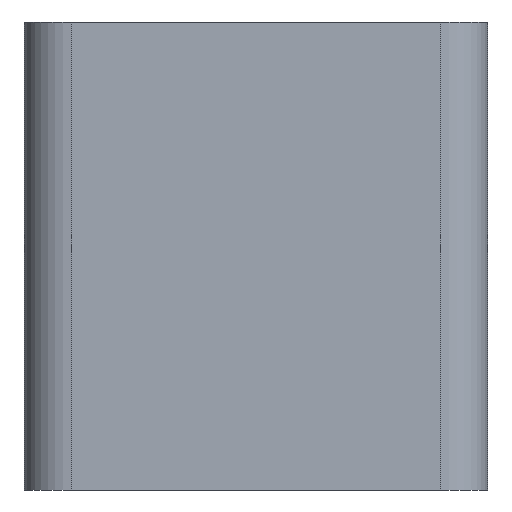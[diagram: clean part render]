
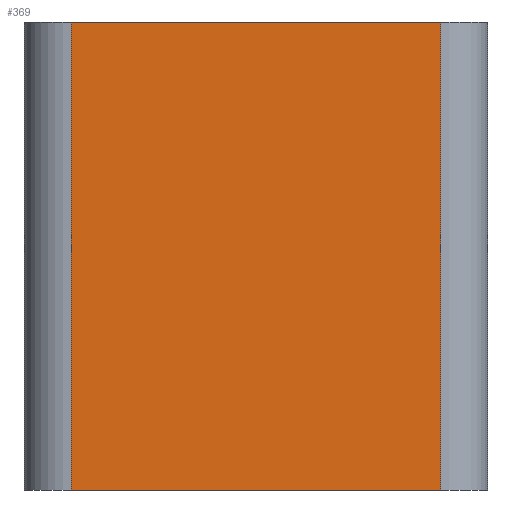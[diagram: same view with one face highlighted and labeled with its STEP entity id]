
A CAD part, left-side view. The second image highlights one B-rep face of the part: STEP entity #369.
In plain terms, the highlighted planar face has unit normal (-1, 0, 0).
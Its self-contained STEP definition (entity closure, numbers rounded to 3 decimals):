
#107 = VERTEX_POINT('',#108);
#108 = CARTESIAN_POINT('',(-24.9,77.8,0.));
#115 = EDGE_CURVE('',#116,#107,#118,.T.);
#116 = VERTEX_POINT('',#117);
#117 = CARTESIAN_POINT('',(-24.9,62.,0.));
#118 = LINE('',#119,#120);
#119 = CARTESIAN_POINT('',(-24.9,60.,0.));
#120 = VECTOR('',#121,1.);
#121 = DIRECTION('',(0.,1.,0.));
#173 = EDGE_CURVE('',#107,#174,#176,.T.);
#174 = VERTEX_POINT('',#175);
#175 = CARTESIAN_POINT('',(-24.9,77.8,20.));
#176 = LINE('',#177,#178);
#177 = CARTESIAN_POINT('',(-24.9,77.8,0.));
#178 = VECTOR('',#179,1.);
#179 = DIRECTION('',(0.,0.,1.));
#224 = EDGE_CURVE('',#225,#174,#227,.T.);
#225 = VERTEX_POINT('',#226);
#226 = CARTESIAN_POINT('',(-24.9,62.,20.));
#227 = LINE('',#228,#229);
#228 = CARTESIAN_POINT('',(-24.9,60.,20.));
#229 = VECTOR('',#230,1.);
#230 = DIRECTION('',(0.,1.,0.));
#369 = ADVANCED_FACE('',(#370),#381,.T.);
#370 = FACE_BOUND('',#371,.T.);
#371 = EDGE_LOOP('',(#372,#373,#379,#380));
#372 = ORIENTED_EDGE('',*,*,#115,.F.);
#373 = ORIENTED_EDGE('',*,*,#374,.T.);
#374 = EDGE_CURVE('',#116,#225,#375,.T.);
#375 = LINE('',#376,#377);
#376 = CARTESIAN_POINT('',(-24.9,62.,0.));
#377 = VECTOR('',#378,1.);
#378 = DIRECTION('',(0.,0.,1.));
#379 = ORIENTED_EDGE('',*,*,#224,.T.);
#380 = ORIENTED_EDGE('',*,*,#173,.F.);
#381 = PLANE('',#382);
#382 = AXIS2_PLACEMENT_3D('',#383,#384,#385);
#383 = CARTESIAN_POINT('',(-24.9,60.,0.));
#384 = DIRECTION('',(-1.,0.,0.));
#385 = DIRECTION('',(0.,1.,0.));
